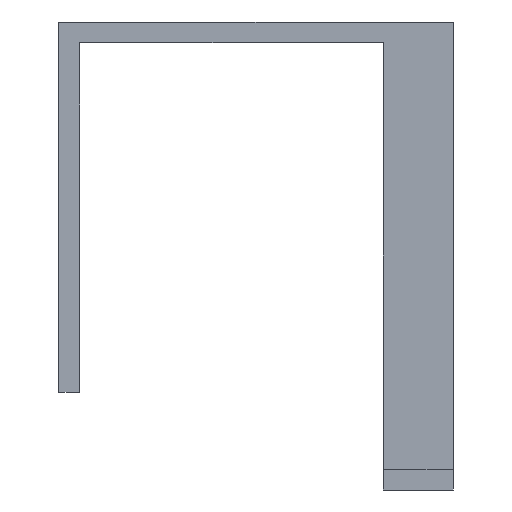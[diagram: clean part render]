
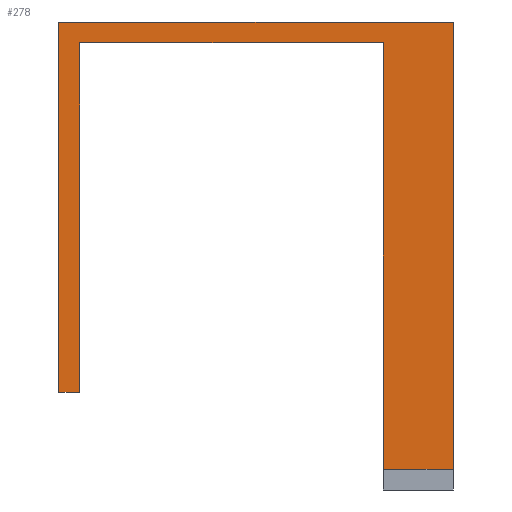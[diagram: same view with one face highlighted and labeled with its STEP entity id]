
A CAD part, front view. The second image highlights one B-rep face of the part: STEP entity #278.
In plain terms, the highlighted planar face has unit normal (0, -1, 0).
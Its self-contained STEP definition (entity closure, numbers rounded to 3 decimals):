
#40 = VERTEX_POINT('',#41);
#41 = CARTESIAN_POINT('',(0.,-6.,3.));
#101 = EDGE_CURVE('',#40,#102,#104,.T.);
#102 = VERTEX_POINT('',#103);
#103 = CARTESIAN_POINT('',(0.,-6.,64.));
#104 = LINE('',#105,#106);
#105 = CARTESIAN_POINT('',(0.,-6.,0.));
#106 = VECTOR('',#107,1.);
#107 = DIRECTION('',(0.,0.,1.));
#180 = VERTEX_POINT('',#181);
#181 = CARTESIAN_POINT('',(10.,-6.,3.));
#259 = EDGE_CURVE('',#102,#260,#262,.T.);
#260 = VERTEX_POINT('',#261);
#261 = CARTESIAN_POINT('',(-43.5,-6.,64.));
#262 = LINE('',#263,#264);
#263 = CARTESIAN_POINT('',(0.,-6.,64.));
#264 = VECTOR('',#265,1.);
#265 = DIRECTION('',(-1.,0.,0.));
#278 = ADVANCED_FACE('',(#279),#327,.F.);
#279 = FACE_BOUND('',#280,.F.);
#280 = EDGE_LOOP('',(#281,#287,#288,#289,#297,#305,#313,#321));
#281 = ORIENTED_EDGE('',*,*,#282,.T.);
#282 = EDGE_CURVE('',#180,#40,#283,.T.);
#283 = LINE('',#284,#285);
#284 = CARTESIAN_POINT('',(-8.691,-6.,3.));
#285 = VECTOR('',#286,1.);
#286 = DIRECTION('',(-1.,0.,0.));
#287 = ORIENTED_EDGE('',*,*,#101,.T.);
#288 = ORIENTED_EDGE('',*,*,#259,.T.);
#289 = ORIENTED_EDGE('',*,*,#290,.T.);
#290 = EDGE_CURVE('',#260,#291,#293,.T.);
#291 = VERTEX_POINT('',#292);
#292 = CARTESIAN_POINT('',(-43.5,-6.,14.));
#293 = LINE('',#294,#295);
#294 = CARTESIAN_POINT('',(-43.5,-6.,64.));
#295 = VECTOR('',#296,1.);
#296 = DIRECTION('',(0.,0.,-1.));
#297 = ORIENTED_EDGE('',*,*,#298,.T.);
#298 = EDGE_CURVE('',#291,#299,#301,.T.);
#299 = VERTEX_POINT('',#300);
#300 = CARTESIAN_POINT('',(-46.5,-6.,14.));
#301 = LINE('',#302,#303);
#302 = CARTESIAN_POINT('',(-43.5,-6.,14.));
#303 = VECTOR('',#304,1.);
#304 = DIRECTION('',(-1.,0.,0.));
#305 = ORIENTED_EDGE('',*,*,#306,.T.);
#306 = EDGE_CURVE('',#299,#307,#309,.T.);
#307 = VERTEX_POINT('',#308);
#308 = CARTESIAN_POINT('',(-46.5,-6.,67.));
#309 = LINE('',#310,#311);
#310 = CARTESIAN_POINT('',(-46.5,-6.,14.));
#311 = VECTOR('',#312,1.);
#312 = DIRECTION('',(0.,0.,1.));
#313 = ORIENTED_EDGE('',*,*,#314,.T.);
#314 = EDGE_CURVE('',#307,#315,#317,.T.);
#315 = VERTEX_POINT('',#316);
#316 = CARTESIAN_POINT('',(10.,-6.,67.));
#317 = LINE('',#318,#319);
#318 = CARTESIAN_POINT('',(-46.5,-6.,67.));
#319 = VECTOR('',#320,1.);
#320 = DIRECTION('',(1.,0.,0.));
#321 = ORIENTED_EDGE('',*,*,#322,.T.);
#322 = EDGE_CURVE('',#315,#180,#323,.T.);
#323 = LINE('',#324,#325);
#324 = CARTESIAN_POINT('',(10.,-6.,67.));
#325 = VECTOR('',#326,1.);
#326 = DIRECTION('',(0.,0.,-1.));
#327 = PLANE('',#328);
#328 = AXIS2_PLACEMENT_3D('',#329,#330,#331);
#329 = CARTESIAN_POINT('',(-17.383,-6.,43.229));
#330 = DIRECTION('',(0.,1.,0.));
#331 = DIRECTION('',(0.,0.,1.));
